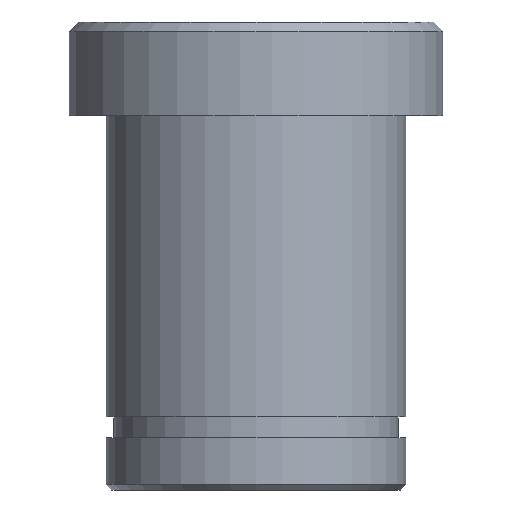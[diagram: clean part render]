
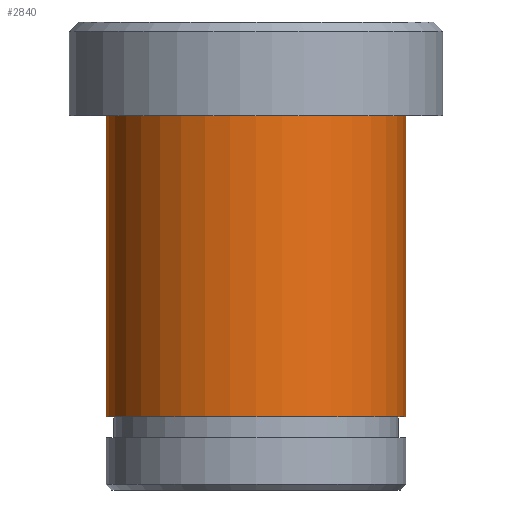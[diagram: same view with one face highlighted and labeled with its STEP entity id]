
A CAD part, front view. The second image highlights one B-rep face of the part: STEP entity #2840.
In plain terms, the highlighted cylindrical face has radius 8 mm (diameter 16 mm), a partial arc.
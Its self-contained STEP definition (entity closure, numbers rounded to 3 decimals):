
#370=CARTESIAN_POINT('',(0.,0.,0.));
#380=DIRECTION('',(0.,0.,1.));
#390=DIRECTION('',(1.,0.,0.));
#400=AXIS2_PLACEMENT_3D('',#370,#380,#390);
#410=CYLINDRICAL_SURFACE('',#400,8.);
#840=CARTESIAN_POINT('',(0.,0.,20.));
#850=DIRECTION('',(0.,0.,1.));
#860=DIRECTION('',(1.,0.,0.));
#870=AXIS2_PLACEMENT_3D('',#840,#850,#860);
#880=CIRCLE('',#870,8.);
#890=CARTESIAN_POINT('',(8.,0.,20.));
#900=VERTEX_POINT('745731-1237373297-15c55b27c6-0 13600',#890);
#910=CARTESIAN_POINT('',(-8.,0.,20.));
#920=VERTEX_POINT('',#910);
#950=EDGE_CURVE('745731-1237373297-15c55b27c6-0 13598',#920,#900,#880,
.T.);
#1610=CARTESIAN_POINT('',(0.,0.,3.9));
#1620=DIRECTION('',(0.,0.,1.));
#1630=DIRECTION('',(1.,0.,0.));
#1640=AXIS2_PLACEMENT_3D('',#1610,#1620,#1630);
#1650=CIRCLE('',#1640,8.);
#1660=CARTESIAN_POINT('',(8.,0.,3.9));
#1670=VERTEX_POINT('745731-1237373297-15c55b27c6-0 266450',#1660);
#1680=CARTESIAN_POINT('',(-8.,0.,3.9));
#1690=VERTEX_POINT('',#1680);
#1720=EDGE_CURVE('745731-1237373297-15c55b27c6-0 266451',#1690,#1670,
#1650,.T.);
#2680=CARTESIAN_POINT('',(-8.,0.,0.));
#2690=DIRECTION('',(0.,0.,1.));
#2700=VECTOR('',#2690,1.);
#2710=LINE('',#2680,#2700);
#2720=EDGE_CURVE('',#1690,#920,#2710,.T.);
#2730=ORIENTED_EDGE('',*,*,#2720,.F.);
#2740=ORIENTED_EDGE('',*,*,#950,.F.);
#2750=CARTESIAN_POINT('',(8.,0.,0.));
#2760=DIRECTION('',(0.,0.,1.));
#2770=VECTOR('',#2760,1.);
#2780=LINE('',#2750,#2770);
#2790=EDGE_CURVE('',#1670,#900,#2780,.T.);
#2800=ORIENTED_EDGE('',*,*,#2790,.T.);
#2810=ORIENTED_EDGE('',*,*,#1720,.T.);
#2820=EDGE_LOOP('',(#2810,#2800,#2740,#2730));
#2830=FACE_OUTER_BOUND('',#2820,.T.);
#2840=ADVANCED_FACE('745731-1237373297-15c55b27c6-0 266769',(#2830),#410
,.T.);
